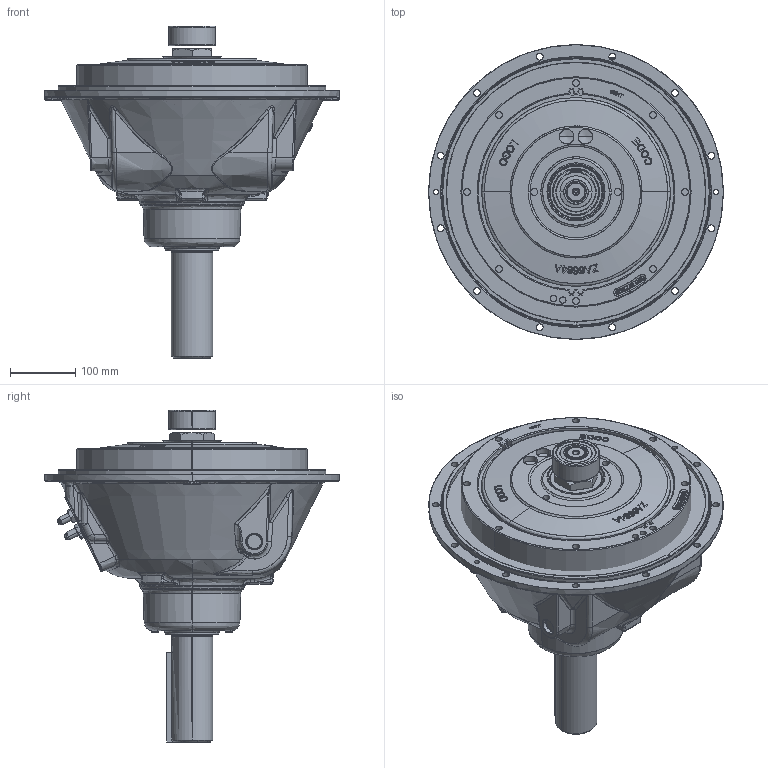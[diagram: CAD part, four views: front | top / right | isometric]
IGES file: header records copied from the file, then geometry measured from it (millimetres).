
Start section: SolidWorks IGES file using analytic representation for surfaces
Global section: file name: 1028710A.IGS; native system: SolidWorks 2010; preprocessor: SolidWorks 2010; author: josephl; date: 141217.105549; units: millimetre
Bounding box: 450.85 x 450.85 x 508 mm (x, y, z)
Surface area: 890551.7 mm2 (no closed solid volume)
Topology: 0 solids, 0 shells, 1204 faces, 20815 edges, 20759 vertices
Faces by surface type: bspline 812, revolution 392
